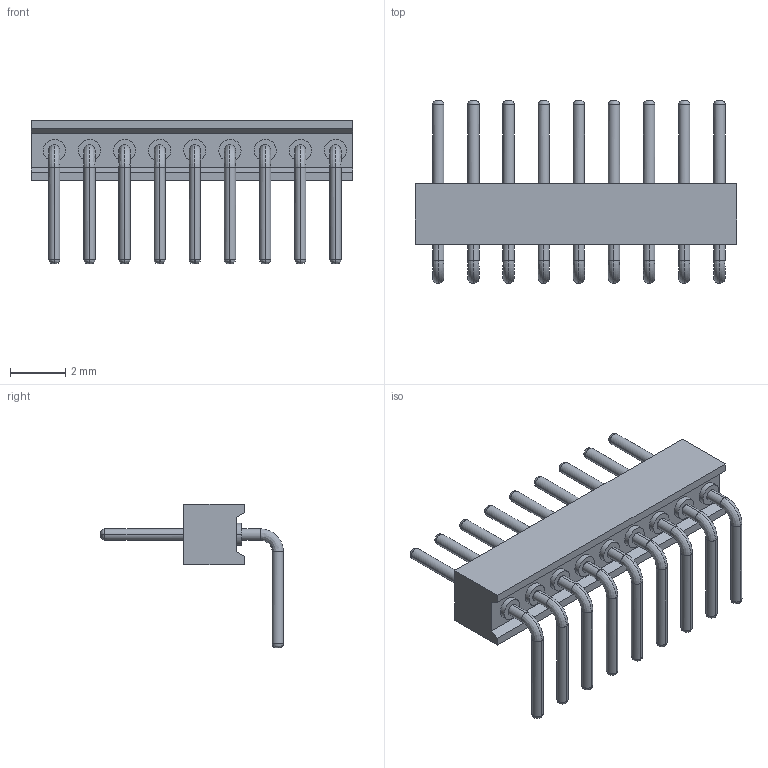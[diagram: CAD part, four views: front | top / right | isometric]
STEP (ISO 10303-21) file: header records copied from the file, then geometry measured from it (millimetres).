
FILE_DESCRIPTION( ('This file contains a STEP AP42 implementation' ,'as created by ZW3D STEP Interface translator.') ,'2;1' );
FILE_NAME( '3514-221XXRXX103X1.stp' ,'231011. 93240', (''), ('ZWCAD Software Co.'), 'Version 1.0', 'ZW3D to STEP translator', '' );
FILE_SCHEMA(('AUTOMOTIVE_DESIGN { 1 0 10303 214 1 1 1 1 }'));
Length unit declared in the file: millimetre
Products named in the file (2): 0; 3514-22120RXX103X1
Bounding box: 11.63 x 6.61 x 5.2 mm (x, y, z)
Volume: 61.4 mm3; surface area: 252.9 mm2
Topology: 1 solids, 19 shells, 388 faces, 798 edges, 448 vertices
Faces by surface type: bspline 270, plane 64, cone 54
Entity records: 24766 total; most frequent: CARTESIAN_POINT 18887, ORIENTED_EDGE 1632, EDGE_CURVE 798, B_SPLINE_CURVE_WITH_KNOTS 772, VERTEX_POINT 448, EDGE_LOOP 442, FACE_OUTER_BOUND 388, ADVANCED_FACE 388
